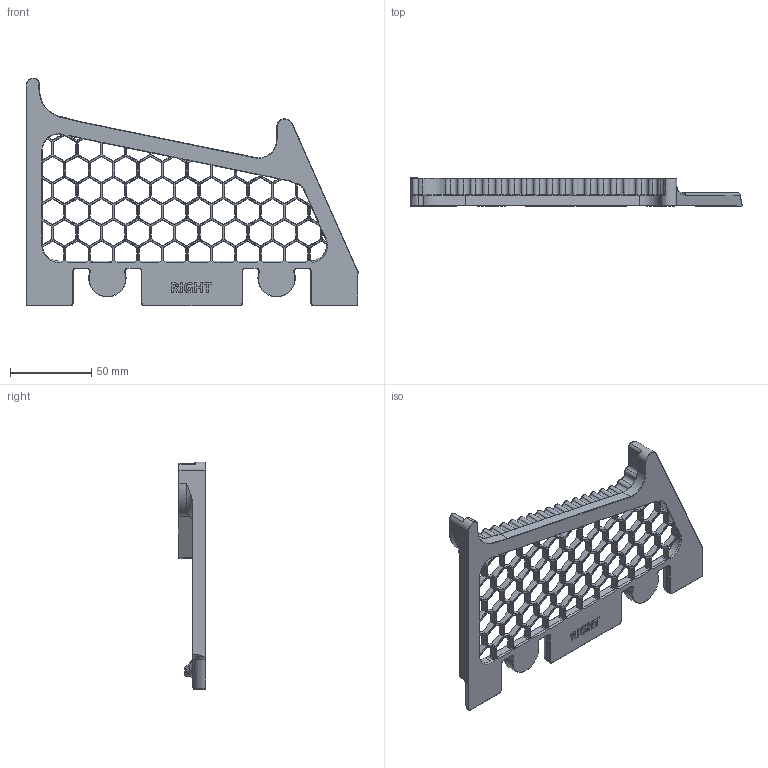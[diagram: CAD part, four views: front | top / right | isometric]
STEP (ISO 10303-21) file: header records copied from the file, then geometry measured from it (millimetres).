
FILE_DESCRIPTION( ( '' ), ' ' );
FILE_NAME( '5de4c15ecbc37b1598198544.step', '2019-12-02T07:46:39', ( '' ), ( '' ), ' ', ' ', ' ' );
FILE_SCHEMA( ( 'AUTOMOTIVE_DESIGN { 1 0 10303 214 1 1 1 1 }' ) );
Length unit declared in the file: metre
Products named in the file (1): frame_right
Bounding box: 204 x 17 x 140 mm (x, y, z)
Volume: 86242.6 mm3; surface area: 42310 mm2
Topology: 1 solids, 1 shells, 1128 faces, 2934 edges, 1771 vertices
Faces by surface type: plane 881, cylinder 88, torus 65, cone 42, bspline 28, extrusion 23, sphere 1
Entity records: 45367 total; most frequent: CARTESIAN_POINT 8921, ORIENTED_EDGE 5848, DIRECTION 5338, EDGE_CURVE 2924, VECTOR 2386, LINE 2363, VERTEX_POINT 1771, AXIS2_PLACEMENT_3D 1476
